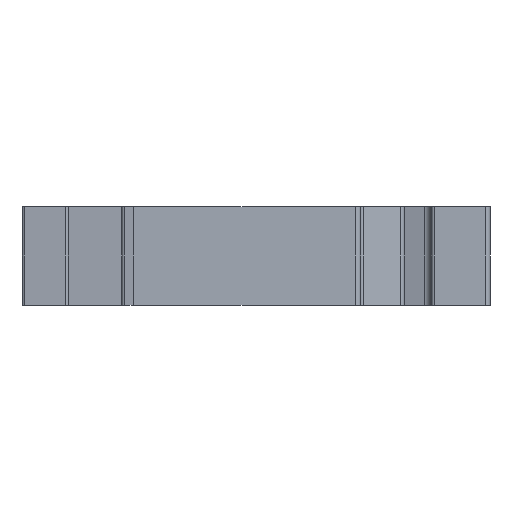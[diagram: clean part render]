
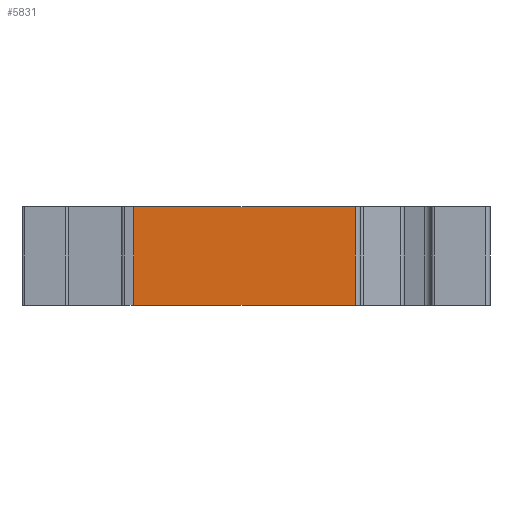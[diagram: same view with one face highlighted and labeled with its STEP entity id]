
A CAD part, left-side view. The second image highlights one B-rep face of the part: STEP entity #5831.
In plain terms, the highlighted planar face has unit normal (-1, 0, 0).
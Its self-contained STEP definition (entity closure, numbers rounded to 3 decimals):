
#665=DIRECTION('',(0.,-1.,0.));
#666=VECTOR('',#665,22.757);
#667=CARTESIAN_POINT('',(-33.9,30.557,-5.25));
#668=LINE('',#667,#666);
#1942=DIRECTION('',(0.,0.,-1.));
#1943=VECTOR('',#1942,10.1);
#1944=CARTESIAN_POINT('',(-33.9,30.557,4.85));
#1945=LINE('',#1944,#1943);
#1946=DIRECTION('',(0.,-1.,0.));
#1947=VECTOR('',#1946,22.757);
#1948=CARTESIAN_POINT('',(-33.9,30.557,4.85));
#1949=LINE('',#1948,#1947);
#1954=DIRECTION('',(0.,0.,1.));
#1955=VECTOR('',#1954,10.1);
#1956=CARTESIAN_POINT('',(-33.9,7.8,-5.25));
#1957=LINE('',#1956,#1955);
#3147=CARTESIAN_POINT('',(-33.9,30.557,-5.25));
#3148=VERTEX_POINT('',#3147);
#3149=CARTESIAN_POINT('',(-33.9,7.8,-5.25));
#3150=VERTEX_POINT('',#3149);
#3331=CARTESIAN_POINT('',(-33.9,7.8,4.85));
#3332=VERTEX_POINT('',#3331);
#3333=CARTESIAN_POINT('',(-33.9,30.557,4.85));
#3334=VERTEX_POINT('',#3333);
#5819=CARTESIAN_POINT('',(-33.9,-6.,4.85));
#5820=DIRECTION('',(1.,0.,0.));
#5821=DIRECTION('',(0.,1.,0.));
#5822=AXIS2_PLACEMENT_3D('',#5819,#5820,#5821);
#5823=PLANE('',#5822);
#5825=ORIENTED_EDGE('',*,*,#5824,.F.);
#5826=ORIENTED_EDGE('',*,*,#3990,.F.);
#5827=ORIENTED_EDGE('',*,*,#5813,.F.);
#5828=ORIENTED_EDGE('',*,*,#3777,.T.);
#5829=EDGE_LOOP('',(#5825,#5826,#5827,#5828));
#5830=FACE_OUTER_BOUND('',#5829,.F.);
#5831=ADVANCED_FACE('',(#5830),#5823,.F.);
#3777=EDGE_CURVE('',#3334,#3332,#1949,.T.);
#3990=EDGE_CURVE('',#3148,#3150,#668,.T.);
#5813=EDGE_CURVE('',#3334,#3148,#1945,.T.);
#5824=EDGE_CURVE('',#3150,#3332,#1957,.T.);
